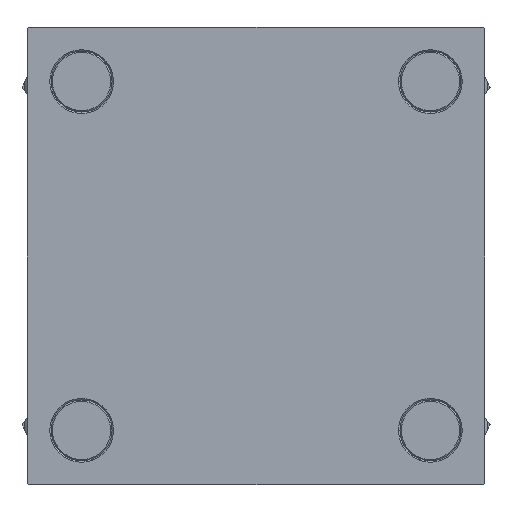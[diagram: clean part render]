
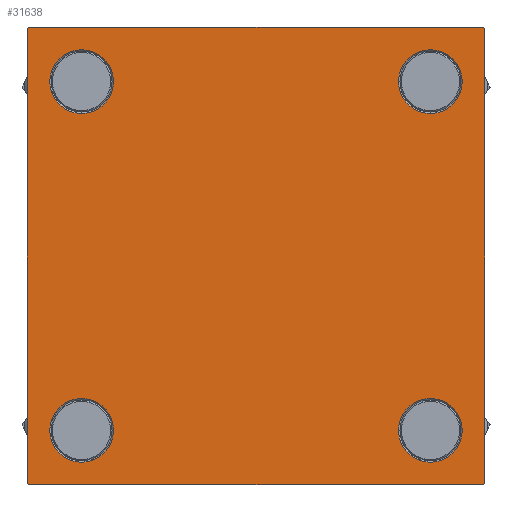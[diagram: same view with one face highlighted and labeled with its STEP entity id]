
A CAD part, left-side view. The second image highlights one B-rep face of the part: STEP entity #31638.
In plain terms, the highlighted planar face has unit normal (-1, 0, 0).
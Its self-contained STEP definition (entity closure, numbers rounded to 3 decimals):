
#443 = ORIENTED_EDGE ( 'NONE', *, *, #20579, .F. ) ;
#569 = VERTEX_POINT ( 'NONE', #8274 ) ;
#1104 = VERTEX_POINT ( 'NONE', #7327 ) ;
#1633 = AXIS2_PLACEMENT_3D ( 'NONE', #27774, #11936, #12191 ) ;
#1947 = CARTESIAN_POINT ( 'NONE',  ( 0., 62.95, 62.95 ) ) ;
#2098 = VERTEX_POINT ( 'NONE', #27045 ) ;
#2482 = CARTESIAN_POINT ( 'NONE',  ( 0., -82.5, -82. ) ) ;
#2531 = ORIENTED_EDGE ( 'NONE', *, *, #8730, .T. ) ;
#2768 = VERTEX_POINT ( 'NONE', #37050 ) ;
#3581 = EDGE_CURVE ( 'NONE', #31608, #36378, #32541, .T. ) ;
#3804 = CARTESIAN_POINT ( 'NONE',  ( 0., 82., 82.5 ) ) ;
#3874 = DIRECTION ( 'NONE',  ( 0., 0., 1. ) ) ;
#4284 = DIRECTION ( 'NONE',  ( 0., -1., 0. ) ) ;
#4350 = DIRECTION ( 'NONE',  ( 0., 0., 1. ) ) ;
#4525 = CARTESIAN_POINT ( 'NONE',  ( 0., 82.5, -82.5 ) ) ;
#4566 = LINE ( 'NONE', #20147, #17204 ) ;
#4568 = AXIS2_PLACEMENT_3D ( 'NONE', #45982, #22762, #3874 ) ;
#5009 = DIRECTION ( 'NONE',  ( 0., 0., 1. ) ) ;
#5593 = EDGE_CURVE ( 'NONE', #2098, #23888, #31784, .T. ) ;
#5594 = EDGE_CURVE ( 'NONE', #13769, #12338, #43313, .T. ) ;
#6099 = ORIENTED_EDGE ( 'NONE', *, *, #24481, .T. ) ;
#6652 = DIRECTION ( 'NONE',  ( -1., 0., 0. ) ) ;
#6824 = CARTESIAN_POINT ( 'NONE',  ( 0., -62.95, -62.95 ) ) ;
#6906 = FACE_BOUND ( 'NONE', #47121, .T. ) ;
#7327 = CARTESIAN_POINT ( 'NONE',  ( 0., 82.5, 82. ) ) ;
#7418 = FACE_BOUND ( 'NONE', #18935, .T. ) ;
#7641 = DIRECTION ( 'NONE',  ( 0., 0., 1. ) ) ;
#7667 = FACE_BOUND ( 'NONE', #33885, .T. ) ;
#7989 = VECTOR ( 'NONE', #18521, 1000. ) ;
#8243 = CARTESIAN_POINT ( 'NONE',  ( 0., 82., -82.5 ) ) ;
#8274 = CARTESIAN_POINT ( 'NONE',  ( 0., 62.95, -51.45 ) ) ;
#8730 = EDGE_CURVE ( 'NONE', #1104, #40048, #27285, .T. ) ;
#9315 = ORIENTED_EDGE ( 'NONE', *, *, #3581, .T. ) ;
#9702 = VECTOR ( 'NONE', #42894, 1000. ) ;
#10870 = CARTESIAN_POINT ( 'NONE',  ( 0., -62.95, 62.95 ) ) ;
#10937 = CARTESIAN_POINT ( 'NONE',  ( 0., -82.5, 82. ) ) ;
#11146 = VERTEX_POINT ( 'NONE', #3804 ) ;
#11229 = EDGE_CURVE ( 'NONE', #11146, #1104, #4566, .T. ) ;
#11243 = ORIENTED_EDGE ( 'NONE', *, *, #41395, .T. ) ;
#11770 = LINE ( 'NONE', #35001, #9702 ) ;
#11936 = DIRECTION ( 'NONE',  ( 1., 0., 0. ) ) ;
#12191 = DIRECTION ( 'NONE',  ( 0., 0., 1. ) ) ;
#12338 = VERTEX_POINT ( 'NONE', #48445 ) ;
#12515 = AXIS2_PLACEMENT_3D ( 'NONE', #46439, #31159, #4350 ) ;
#12620 = EDGE_CURVE ( 'NONE', #23888, #2098, #14251, .T. ) ;
#13769 = VERTEX_POINT ( 'NONE', #8243 ) ;
#14159 = EDGE_CURVE ( 'NONE', #2768, #32989, #15949, .T. ) ;
#14251 = CIRCLE ( 'NONE', #19175, 11.5 ) ;
#14320 = VERTEX_POINT ( 'NONE', #2482 ) ;
#14439 = DIRECTION ( 'NONE',  ( 1., 0., 0. ) ) ;
#15691 = EDGE_CURVE ( 'NONE', #36378, #31608, #26558, .T. ) ;
#15949 = CIRCLE ( 'NONE', #24095, 11.5 ) ;
#16100 = CARTESIAN_POINT ( 'NONE',  ( 0., 62.95, 51.45 ) ) ;
#16574 = CARTESIAN_POINT ( 'NONE',  ( 0., -62.95, -74.45 ) ) ;
#16584 = DIRECTION ( 'NONE',  ( 0., 0.707, -0.707 ) ) ;
#16899 = EDGE_CURVE ( 'NONE', #32989, #2768, #18434, .T. ) ;
#17204 = VECTOR ( 'NONE', #16584, 1000. ) ;
#18388 = CARTESIAN_POINT ( 'NONE',  ( 0., 62.95, -62.95 ) ) ;
#18434 = CIRCLE ( 'NONE', #46957, 11.5 ) ;
#18521 = DIRECTION ( 'NONE',  ( 0., 0., -1. ) ) ;
#18935 = EDGE_LOOP ( 'NONE', ( #9315, #43075 ) ) ;
#19050 = CARTESIAN_POINT ( 'NONE',  ( 0., -82.25, 82.25 ) ) ;
#19151 = DIRECTION ( 'NONE',  ( 0., 0., 1. ) ) ;
#19175 = AXIS2_PLACEMENT_3D ( 'NONE', #1947, #29506, #45053 ) ;
#19296 = LINE ( 'NONE', #19050, #47210 ) ;
#19328 = EDGE_CURVE ( 'NONE', #28602, #569, #48671, .T. ) ;
#20147 = CARTESIAN_POINT ( 'NONE',  ( 0., 82.25, 82.25 ) ) ;
#20565 = ORIENTED_EDGE ( 'NONE', *, *, #5594, .T. ) ;
#20579 = EDGE_CURVE ( 'NONE', #33499, #14320, #37922, .T. ) ;
#20929 = ORIENTED_EDGE ( 'NONE', *, *, #38781, .T. ) ;
#20942 = ORIENTED_EDGE ( 'NONE', *, *, #12620, .T. ) ;
#21717 = VERTEX_POINT ( 'NONE', #36303 ) ;
#21952 = DIRECTION ( 'NONE',  ( 0., 0., 1. ) ) ;
#22131 = LINE ( 'NONE', #22896, #39509 ) ;
#22208 = DIRECTION ( 'NONE',  ( 1., 0., 0. ) ) ;
#22374 = DIRECTION ( 'NONE',  ( 1., 0., 0. ) ) ;
#22762 = DIRECTION ( 'NONE',  ( 1., 0., 0. ) ) ;
#22896 = CARTESIAN_POINT ( 'NONE',  ( 0., 82.25, -82.25 ) ) ;
#23172 = ORIENTED_EDGE ( 'NONE', *, *, #16899, .T. ) ;
#23221 = FACE_OUTER_BOUND ( 'NONE', #38060, .T. ) ;
#23628 = DIRECTION ( 'NONE',  ( 0., 0.707, 0.707 ) ) ;
#23871 = EDGE_CURVE ( 'NONE', #11146, #21717, #11770, .T. ) ;
#23888 = VERTEX_POINT ( 'NONE', #16100 ) ;
#24095 = AXIS2_PLACEMENT_3D ( 'NONE', #39020, #42601, #7641 ) ;
#24481 = EDGE_CURVE ( 'NONE', #33499, #21717, #19296, .T. ) ;
#25985 = AXIS2_PLACEMENT_3D ( 'NONE', #6824, #22374, #5009 ) ;
#26558 = CIRCLE ( 'NONE', #4568, 11.5 ) ;
#26980 = DIRECTION ( 'NONE',  ( 0., -0.707, -0.707 ) ) ;
#27045 = CARTESIAN_POINT ( 'NONE',  ( 0., 62.95, 74.45 ) ) ;
#27285 = LINE ( 'NONE', #35212, #43156 ) ;
#27774 = CARTESIAN_POINT ( 'NONE',  ( 0., 62.95, 62.95 ) ) ;
#28034 = CIRCLE ( 'NONE', #12515, 11.5 ) ;
#28602 = VERTEX_POINT ( 'NONE', #40669 ) ;
#29506 = DIRECTION ( 'NONE',  ( 1., 0., 0. ) ) ;
#29874 = CARTESIAN_POINT ( 'NONE',  ( 0., 0., 0. ) ) ;
#30390 = PLANE ( 'NONE',  #31049 ) ;
#30636 = FACE_BOUND ( 'NONE', #33983, .T. ) ;
#31049 = AXIS2_PLACEMENT_3D ( 'NONE', #29874, #6652, #19151 ) ;
#31094 = CARTESIAN_POINT ( 'NONE',  ( 0., -62.95, 51.45 ) ) ;
#31159 = DIRECTION ( 'NONE',  ( 1., 0., 0. ) ) ;
#31366 = ORIENTED_EDGE ( 'NONE', *, *, #14159, .T. ) ;
#31390 = CARTESIAN_POINT ( 'NONE',  ( 0., -82.25, -82.25 ) ) ;
#31608 = VERTEX_POINT ( 'NONE', #33721 ) ;
#31638 = ADVANCED_FACE ( 'NONE', ( #6906, #7418, #30636, #7667, #23221 ), #30390, .T. ) ;
#31784 = CIRCLE ( 'NONE', #1633, 11.5 ) ;
#31904 = LINE ( 'NONE', #31390, #33124 ) ;
#32541 = CIRCLE ( 'NONE', #25985, 11.5 ) ;
#32989 = VERTEX_POINT ( 'NONE', #31094 ) ;
#33124 = VECTOR ( 'NONE', #43853, 1000. ) ;
#33499 = VERTEX_POINT ( 'NONE', #10937 ) ;
#33682 = ORIENTED_EDGE ( 'NONE', *, *, #41540, .T. ) ;
#33721 = CARTESIAN_POINT ( 'NONE',  ( 0., -62.95, -51.45 ) ) ;
#33885 = EDGE_LOOP ( 'NONE', ( #48747, #20942 ) ) ;
#33983 = EDGE_LOOP ( 'NONE', ( #20929, #38494 ) ) ;
#34371 = DIRECTION ( 'NONE',  ( 0., 0., 1. ) ) ;
#35001 = CARTESIAN_POINT ( 'NONE',  ( 0., 82.5, 82.5 ) ) ;
#35212 = CARTESIAN_POINT ( 'NONE',  ( 0., 82.5, 82.5 ) ) ;
#36303 = CARTESIAN_POINT ( 'NONE',  ( 0., -82., 82.5 ) ) ;
#36378 = VERTEX_POINT ( 'NONE', #16574 ) ;
#37050 = CARTESIAN_POINT ( 'NONE',  ( 0., -62.95, 74.45 ) ) ;
#37922 = LINE ( 'NONE', #45311, #7989 ) ;
#38060 = EDGE_LOOP ( 'NONE', ( #2531, #33682, #20565, #11243, #443, #6099, #40749, #41997 ) ) ;
#38494 = ORIENTED_EDGE ( 'NONE', *, *, #19328, .T. ) ;
#38781 = EDGE_CURVE ( 'NONE', #569, #28602, #28034, .T. ) ;
#39020 = CARTESIAN_POINT ( 'NONE',  ( 0., -62.95, 62.95 ) ) ;
#39509 = VECTOR ( 'NONE', #26980, 1000. ) ;
#39922 = VECTOR ( 'NONE', #4284, 1000. ) ;
#40048 = VERTEX_POINT ( 'NONE', #41550 ) ;
#40669 = CARTESIAN_POINT ( 'NONE',  ( 0., 62.95, -74.45 ) ) ;
#40749 = ORIENTED_EDGE ( 'NONE', *, *, #23871, .F. ) ;
#41395 = EDGE_CURVE ( 'NONE', #12338, #14320, #31904, .T. ) ;
#41540 = EDGE_CURVE ( 'NONE', #40048, #13769, #22131, .T. ) ;
#41550 = CARTESIAN_POINT ( 'NONE',  ( 0., 82.5, -82. ) ) ;
#41997 = ORIENTED_EDGE ( 'NONE', *, *, #11229, .T. ) ;
#42601 = DIRECTION ( 'NONE',  ( 1., 0., 0. ) ) ;
#42845 = DIRECTION ( 'NONE',  ( 0., 0., -1. ) ) ;
#42894 = DIRECTION ( 'NONE',  ( 0., -1., 0. ) ) ;
#43075 = ORIENTED_EDGE ( 'NONE', *, *, #15691, .T. ) ;
#43156 = VECTOR ( 'NONE', #42845, 1000. ) ;
#43313 = LINE ( 'NONE', #4525, #39922 ) ;
#43853 = DIRECTION ( 'NONE',  ( 0., -0.707, 0.707 ) ) ;
#45053 = DIRECTION ( 'NONE',  ( 0., 0., 1. ) ) ;
#45311 = CARTESIAN_POINT ( 'NONE',  ( 0., -82.5, 82.5 ) ) ;
#45982 = CARTESIAN_POINT ( 'NONE',  ( 0., -62.95, -62.95 ) ) ;
#46439 = CARTESIAN_POINT ( 'NONE',  ( 0., 62.95, -62.95 ) ) ;
#46957 = AXIS2_PLACEMENT_3D ( 'NONE', #10870, #14439, #34371 ) ;
#47121 = EDGE_LOOP ( 'NONE', ( #31366, #23172 ) ) ;
#47210 = VECTOR ( 'NONE', #23628, 1000. ) ;
#48445 = CARTESIAN_POINT ( 'NONE',  ( 0., -82., -82.5 ) ) ;
#48671 = CIRCLE ( 'NONE', #48708, 11.5 ) ;
#48708 = AXIS2_PLACEMENT_3D ( 'NONE', #18388, #22208, #21952 ) ;
#48747 = ORIENTED_EDGE ( 'NONE', *, *, #5593, .T. ) ;
